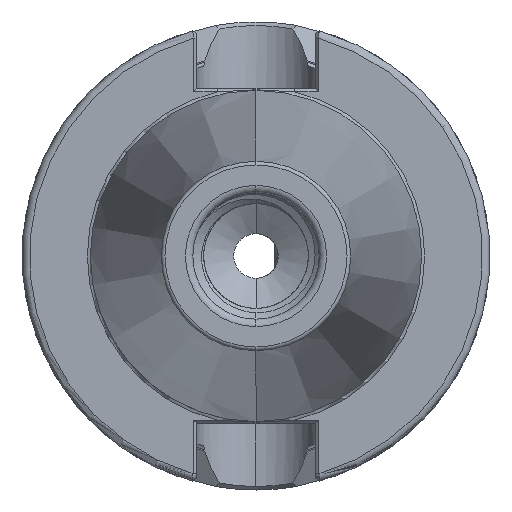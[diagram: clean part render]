
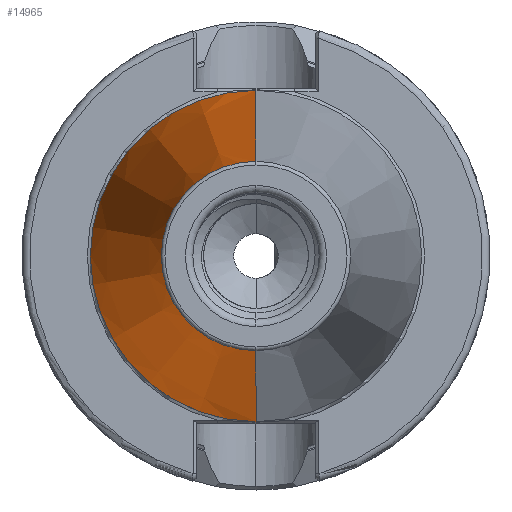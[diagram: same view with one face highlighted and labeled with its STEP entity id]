
A CAD part, left-side view. The second image highlights one B-rep face of the part: STEP entity #14965.
In plain terms, the highlighted conical face has half-angle 8.297 degrees and reference radius 22.298 mm.
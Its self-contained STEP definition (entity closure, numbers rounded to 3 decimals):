
#370 = EDGE_LOOP ( 'NONE', ( #5636, #5625, #5563, #5586 ) ) ;
#3568 = AXIS2_PLACEMENT_3D ( 'NONE', #11181, #11147, #11177 ) ;
#3571 = AXIS2_PLACEMENT_3D ( 'NONE', #10435, #10418, #10425 ) ;
#3710 = AXIS2_PLACEMENT_3D ( 'NONE', #14064, #14070, #14065 ) ;
#4899 = CARTESIAN_POINT ( 'NONE',  ( -1.5, 0., -22.298 ) ) ;
#4942 = DIRECTION ( 'NONE',  ( 0.99, 0., -0.144 ) ) ;
#5456 = CONICAL_SURFACE ( 'NONE', #3571, 22.298, 0.145 ) ;
#5461 = FACE_OUTER_BOUND ( 'NONE', #370, .T. ) ;
#5563 = ORIENTED_EDGE ( 'NONE', *, *, #10183, .F. ) ;
#5586 = ORIENTED_EDGE ( 'NONE', *, *, #14320, .F. ) ;
#5625 = ORIENTED_EDGE ( 'NONE', *, *, #10194, .T. ) ;
#5636 = ORIENTED_EDGE ( 'NONE', *, *, #14330, .T. ) ;
#6938 = CIRCLE ( 'NONE', #3568, 12.75 ) ;
#6949 = VECTOR ( 'NONE', #4942, 1000. ) ;
#6996 = LINE ( 'NONE', #4899, #6949 ) ;
#8103 = CARTESIAN_POINT ( 'NONE',  ( -66.972, 0., -12.75 ) ) ;
#8123 = CARTESIAN_POINT ( 'NONE',  ( -1.5, 0., 22.298 ) ) ;
#8210 = CARTESIAN_POINT ( 'NONE',  ( -1.5, 0., -22.298 ) ) ;
#8249 = CARTESIAN_POINT ( 'NONE',  ( -66.972, 0., 12.75 ) ) ;
#10183 = EDGE_CURVE ( 'NONE', #17452, #17371, #14824, .T. ) ;
#10194 = EDGE_CURVE ( 'NONE', #17463, #17371, #14829, .T. ) ;
#10418 = DIRECTION ( 'NONE',  ( 1., 0., 0. ) ) ;
#10425 = DIRECTION ( 'NONE',  ( 0., 0., -1. ) ) ;
#10435 = CARTESIAN_POINT ( 'NONE',  ( -1.5, 0., 0. ) ) ;
#11147 = DIRECTION ( 'NONE',  ( 1., 0., 0. ) ) ;
#11177 = DIRECTION ( 'NONE',  ( 0., 0., -1. ) ) ;
#11181 = CARTESIAN_POINT ( 'NONE',  ( -66.972, 0., 0. ) ) ;
#13807 = DIRECTION ( 'NONE',  ( 0.99, 0., 0.144 ) ) ;
#13833 = CARTESIAN_POINT ( 'NONE',  ( -1.5, 0., 22.298 ) ) ;
#14064 = CARTESIAN_POINT ( 'NONE',  ( -1.5, 0., 0. ) ) ;
#14065 = DIRECTION ( 'NONE',  ( 0., 0., -1. ) ) ;
#14070 = DIRECTION ( 'NONE',  ( 1., 0., 0. ) ) ;
#14320 = EDGE_CURVE ( 'NONE', #17364, #17452, #6996, .T. ) ;
#14330 = EDGE_CURVE ( 'NONE', #17364, #17463, #6938, .T. ) ;
#14816 = VECTOR ( 'NONE', #13807, 1000. ) ;
#14824 = CIRCLE ( 'NONE', #3710, 22.298 ) ;
#14829 = LINE ( 'NONE', #13833, #14816 ) ;
#14965 = ADVANCED_FACE ( 'NONE', ( #5461 ), #5456, .T. ) ;
#17364 = VERTEX_POINT ( 'NONE', #8103 ) ;
#17371 = VERTEX_POINT ( 'NONE', #8123 ) ;
#17452 = VERTEX_POINT ( 'NONE', #8210 ) ;
#17463 = VERTEX_POINT ( 'NONE', #8249 ) ;
